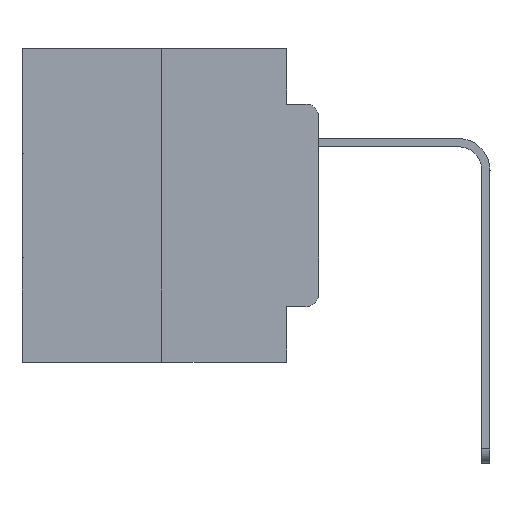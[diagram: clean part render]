
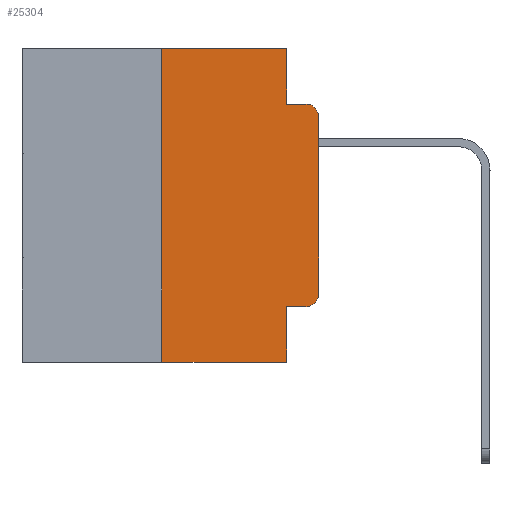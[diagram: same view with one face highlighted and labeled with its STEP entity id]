
A CAD part, left-side view. The second image highlights one B-rep face of the part: STEP entity #25304.
In plain terms, the highlighted planar face has unit normal (-1, 0, 0).
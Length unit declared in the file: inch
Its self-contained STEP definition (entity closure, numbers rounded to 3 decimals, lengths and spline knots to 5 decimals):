
#488 = CIRCLE ( 'NONE', #14213, 0.02 ) ;
#776 = ORIENTED_EDGE ( 'NONE', *, *, #20344, .F. ) ;
#1204 = CARTESIAN_POINT ( 'NONE',  ( 0., 0.25, 0. ) ) ;
#1316 = VERTEX_POINT ( 'NONE', #14352 ) ;
#1671 = CARTESIAN_POINT ( 'NONE',  ( 0., 0.051, -0.0885 ) ) ;
#1740 = AXIS2_PLACEMENT_3D ( 'NONE', #12425, #2161, #26745 ) ;
#1820 = EDGE_CURVE ( 'NONE', #26268, #1316, #17586, .T. ) ;
#2161 = DIRECTION ( 'NONE',  ( 1., 0., 0. ) ) ;
#2254 = EDGE_CURVE ( 'NONE', #21917, #18234, #13659, .T. ) ;
#2841 = LINE ( 'NONE', #12500, #26615 ) ;
#3891 = VECTOR ( 'NONE', #18495, 39.37008 ) ;
#3941 = VECTOR ( 'NONE', #4264, 39.37008 ) ;
#3944 = CARTESIAN_POINT ( 'NONE',  ( 0., 0.473, -0.5 ) ) ;
#3961 = EDGE_CURVE ( 'NONE', #1316, #22938, #2841, .T. ) ;
#4011 = DIRECTION ( 'NONE',  ( 0., 0., -1. ) ) ;
#4087 = PLANE ( 'NONE',  #1740 ) ;
#4088 = CARTESIAN_POINT ( 'NONE',  ( 0., 0.051, -0.0885 ) ) ;
#4264 = DIRECTION ( 'NONE',  ( 0., 0., 1. ) ) ;
#4525 = EDGE_CURVE ( 'NONE', #12917, #21401, #26593, .T. ) ;
#5247 = CARTESIAN_POINT ( 'NONE',  ( 0., 0.02, -0.3915 ) ) ;
#5250 = CARTESIAN_POINT ( 'NONE',  ( 0., 0.473, 0. ) ) ;
#5329 = CARTESIAN_POINT ( 'NONE',  ( 0., 0.02, -0.4115 ) ) ;
#5370 = EDGE_CURVE ( 'NONE', #21401, #21917, #488, .T. ) ;
#5523 = DIRECTION ( 'NONE',  ( 0., 0., -1. ) ) ;
#5995 = ORIENTED_EDGE ( 'NONE', *, *, #7160, .T. ) ;
#6424 = EDGE_LOOP ( 'NONE', ( #10800, #5995, #24367, #11017, #11073, #13218, #20952, #776, #8136, #11231 ) ) ;
#6794 = CARTESIAN_POINT ( 'NONE',  ( 0., 0., -0.1085 ) ) ;
#7160 = EDGE_CURVE ( 'NONE', #18234, #12664, #23869, .T. ) ;
#7248 = AXIS2_PLACEMENT_3D ( 'NONE', #22146, #26561, #5523 ) ;
#8136 = ORIENTED_EDGE ( 'NONE', *, *, #4525, .T. ) ;
#8542 = VECTOR ( 'NONE', #22356, 39.37008 ) ;
#8843 = CARTESIAN_POINT ( 'NONE',  ( 0., 0., -0.3915 ) ) ;
#9783 = DIRECTION ( 'NONE',  ( 0., 0., -1. ) ) ;
#10800 = ORIENTED_EDGE ( 'NONE', *, *, #2254, .T. ) ;
#10801 = EDGE_CURVE ( 'NONE', #22938, #12664, #18340, .T. ) ;
#11017 = ORIENTED_EDGE ( 'NONE', *, *, #3961, .F. ) ;
#11073 = ORIENTED_EDGE ( 'NONE', *, *, #1820, .F. ) ;
#11231 = ORIENTED_EDGE ( 'NONE', *, *, #5370, .T. ) ;
#12191 = CARTESIAN_POINT ( 'NONE',  ( 0., 0.25, 0. ) ) ;
#12425 = CARTESIAN_POINT ( 'NONE',  ( 0., 0.473, 0. ) ) ;
#12500 = CARTESIAN_POINT ( 'NONE',  ( 0., 0.051, 0. ) ) ;
#12664 = VERTEX_POINT ( 'NONE', #16831 ) ;
#12895 = LINE ( 'NONE', #18397, #22673 ) ;
#12917 = VERTEX_POINT ( 'NONE', #21515 ) ;
#13218 = ORIENTED_EDGE ( 'NONE', *, *, #13783, .F. ) ;
#13659 = LINE ( 'NONE', #25432, #15619 ) ;
#13783 = EDGE_CURVE ( 'NONE', #19042, #26268, #20539, .T. ) ;
#14213 = AXIS2_PLACEMENT_3D ( 'NONE', #5247, #22141, #9783 ) ;
#14352 = CARTESIAN_POINT ( 'NONE',  ( 0., 0.051, 0. ) ) ;
#14521 = DIRECTION ( 'NONE',  ( 0., 0., -1. ) ) ;
#14923 = EDGE_CURVE ( 'NONE', #19042, #21575, #16272, .T. ) ;
#15619 = VECTOR ( 'NONE', #21140, 39.37008 ) ;
#16272 = LINE ( 'NONE', #3944, #3891 ) ;
#16327 = CARTESIAN_POINT ( 'NONE',  ( 0., 0.051, -0.5 ) ) ;
#16831 = CARTESIAN_POINT ( 'NONE',  ( 0., 0.02, -0.0885 ) ) ;
#17586 = LINE ( 'NONE', #5250, #26731 ) ;
#18234 = VERTEX_POINT ( 'NONE', #6794 ) ;
#18340 = LINE ( 'NONE', #4088, #8542 ) ;
#18397 = CARTESIAN_POINT ( 'NONE',  ( 0., 0.051, 0. ) ) ;
#18495 = DIRECTION ( 'NONE',  ( 0., -1., 0. ) ) ;
#19042 = VERTEX_POINT ( 'NONE', #22413 ) ;
#19800 = DIRECTION ( 'NONE',  ( 0., -1., 0. ) ) ;
#20344 = EDGE_CURVE ( 'NONE', #12917, #21575, #12895, .T. ) ;
#20539 = LINE ( 'NONE', #12191, #3941 ) ;
#20952 = ORIENTED_EDGE ( 'NONE', *, *, #14923, .T. ) ;
#20973 = VECTOR ( 'NONE', #25407, 39.37008 ) ;
#21140 = DIRECTION ( 'NONE',  ( 0., 0., 1. ) ) ;
#21401 = VERTEX_POINT ( 'NONE', #5329 ) ;
#21515 = CARTESIAN_POINT ( 'NONE',  ( 0., 0.051, -0.4115 ) ) ;
#21575 = VERTEX_POINT ( 'NONE', #16327 ) ;
#21917 = VERTEX_POINT ( 'NONE', #8843 ) ;
#22141 = DIRECTION ( 'NONE',  ( -1., 0., 0. ) ) ;
#22146 = CARTESIAN_POINT ( 'NONE',  ( 0., 0.02, -0.1085 ) ) ;
#22356 = DIRECTION ( 'NONE',  ( 0., -1., 0. ) ) ;
#22413 = CARTESIAN_POINT ( 'NONE',  ( 0., 0.25, -0.5 ) ) ;
#22673 = VECTOR ( 'NONE', #4011, 39.37008 ) ;
#22938 = VERTEX_POINT ( 'NONE', #1671 ) ;
#23026 = CARTESIAN_POINT ( 'NONE',  ( 0., 0.051, -0.4115 ) ) ;
#23412 = FACE_OUTER_BOUND ( 'NONE', #6424, .T. ) ;
#23869 = CIRCLE ( 'NONE', #7248, 0.02 ) ;
#24367 = ORIENTED_EDGE ( 'NONE', *, *, #10801, .F. ) ;
#25304 = ADVANCED_FACE ( 'NONE', ( #23412 ), #4087, .F. ) ;
#25407 = DIRECTION ( 'NONE',  ( 0., -1., 0. ) ) ;
#25432 = CARTESIAN_POINT ( 'NONE',  ( 0., 0., 0. ) ) ;
#26268 = VERTEX_POINT ( 'NONE', #1204 ) ;
#26561 = DIRECTION ( 'NONE',  ( -1., 0., 0. ) ) ;
#26593 = LINE ( 'NONE', #23026, #20973 ) ;
#26615 = VECTOR ( 'NONE', #14521, 39.37008 ) ;
#26731 = VECTOR ( 'NONE', #19800, 39.37008 ) ;
#26745 = DIRECTION ( 'NONE',  ( 0., 0., -1. ) ) ;
